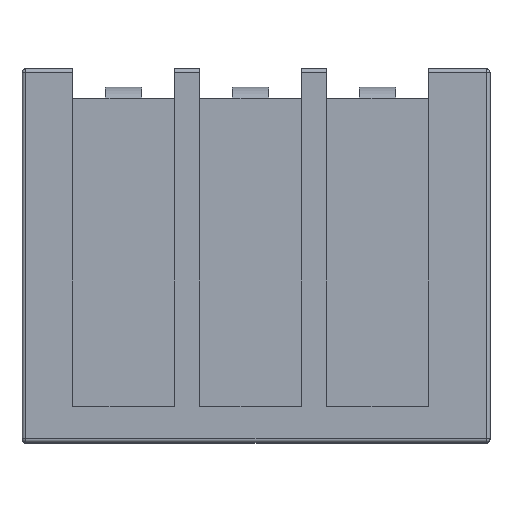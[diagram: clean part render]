
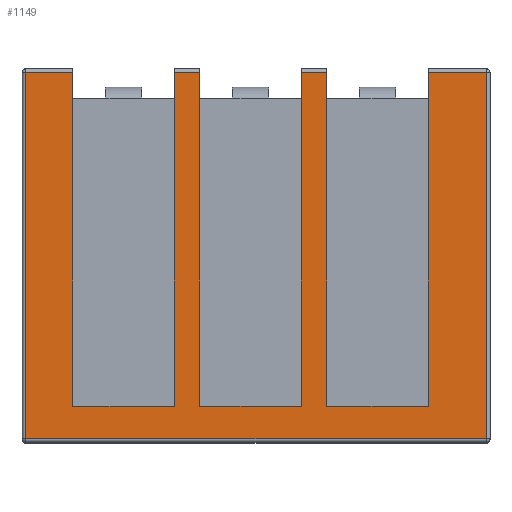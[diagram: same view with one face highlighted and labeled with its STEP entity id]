
A CAD part, top view. The second image highlights one B-rep face of the part: STEP entity #1149.
In plain terms, the highlighted planar face has unit normal (0, 0, 1).
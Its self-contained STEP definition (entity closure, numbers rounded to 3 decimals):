
#200 = VERTEX_POINT('',#201);
#201 = CARTESIAN_POINT('',(-1.4,0.9,8.5));
#208 = EDGE_CURVE('',#200,#209,#211,.T.);
#209 = VERTEX_POINT('',#210);
#210 = CARTESIAN_POINT('',(-1.4,-8.3,8.5));
#211 = LINE('',#212,#213);
#212 = CARTESIAN_POINT('',(-1.4,-3.65,8.5));
#213 = VECTOR('',#214,1.);
#214 = DIRECTION('',(0.,-1.,0.));
#370 = VERTEX_POINT('',#371);
#371 = CARTESIAN_POINT('',(1.4,-8.3,8.5));
#377 = EDGE_CURVE('',#370,#378,#380,.T.);
#378 = VERTEX_POINT('',#379);
#379 = CARTESIAN_POINT('',(1.4,0.9,8.5));
#380 = LINE('',#381,#382);
#381 = CARTESIAN_POINT('',(1.4,5.65,8.5));
#382 = VECTOR('',#383,1.);
#383 = DIRECTION('',(-0.,1.,0.));
#453 = VERTEX_POINT('',#454);
#454 = CARTESIAN_POINT('',(2.1,0.9,8.5));
#461 = EDGE_CURVE('',#453,#462,#464,.T.);
#462 = VERTEX_POINT('',#463);
#463 = CARTESIAN_POINT('',(2.1,-8.3,8.5));
#464 = LINE('',#465,#466);
#465 = CARTESIAN_POINT('',(2.1,-3.65,8.5));
#466 = VECTOR('',#467,1.);
#467 = DIRECTION('',(0.,-1.,0.));
#599 = VERTEX_POINT('',#600);
#600 = CARTESIAN_POINT('',(4.9,-8.3,8.5));
#606 = EDGE_CURVE('',#599,#607,#609,.T.);
#607 = VERTEX_POINT('',#608);
#608 = CARTESIAN_POINT('',(4.9,0.9,8.5));
#609 = LINE('',#610,#611);
#610 = CARTESIAN_POINT('',(4.9,5.65,8.5));
#611 = VECTOR('',#612,1.);
#612 = DIRECTION('',(-0.,1.,0.));
#681 = VERTEX_POINT('',#682);
#682 = CARTESIAN_POINT('',(5.6,0.9,8.5));
#689 = EDGE_CURVE('',#681,#690,#692,.T.);
#690 = VERTEX_POINT('',#691);
#691 = CARTESIAN_POINT('',(5.6,-8.3,8.5));
#692 = LINE('',#693,#694);
#693 = CARTESIAN_POINT('',(5.6,-3.65,8.5));
#694 = VECTOR('',#695,1.);
#695 = DIRECTION('',(0.,-1.,0.));
#850 = VERTEX_POINT('',#851);
#851 = CARTESIAN_POINT('',(8.4,-8.3,8.5));
#857 = EDGE_CURVE('',#850,#858,#860,.T.);
#858 = VERTEX_POINT('',#859);
#859 = CARTESIAN_POINT('',(8.4,0.9,8.5));
#860 = LINE('',#861,#862);
#861 = CARTESIAN_POINT('',(8.4,5.65,8.5));
#862 = VECTOR('',#863,1.);
#863 = DIRECTION('',(-0.,1.,0.));
#1130 = EDGE_CURVE('',#200,#1131,#1133,.T.);
#1131 = VERTEX_POINT('',#1132);
#1132 = CARTESIAN_POINT('',(-2.7,0.9,8.5));
#1133 = LINE('',#1134,#1135);
#1134 = CARTESIAN_POINT('',(10.1,0.9,8.5));
#1135 = VECTOR('',#1136,1.);
#1136 = DIRECTION('',(-1.,0.,0.));
#1149 = ADVANCED_FACE('',(#1150),#1219,.F.);
#1150 = FACE_BOUND('',#1151,.F.);
#1151 = EDGE_LOOP('',(#1152,#1160,#1161,#1162,#1168,#1169,#1175,#1176,
#1182,#1183,#1189,#1190,#1196,#1197,#1205,#1213));
#1152 = ORIENTED_EDGE('',*,*,#1153,.F.);
#1153 = EDGE_CURVE('',#1131,#1154,#1156,.T.);
#1154 = VERTEX_POINT('',#1155);
#1155 = CARTESIAN_POINT('',(-2.7,-9.2,8.5));
#1156 = LINE('',#1157,#1158);
#1157 = CARTESIAN_POINT('',(-2.7,1.,8.5));
#1158 = VECTOR('',#1159,1.);
#1159 = DIRECTION('',(0.,-1.,0.));
#1160 = ORIENTED_EDGE('',*,*,#1130,.F.);
#1161 = ORIENTED_EDGE('',*,*,#208,.T.);
#1162 = ORIENTED_EDGE('',*,*,#1163,.T.);
#1163 = EDGE_CURVE('',#209,#370,#1164,.T.);
#1164 = LINE('',#1165,#1166);
#1165 = CARTESIAN_POINT('',(5.75,-8.3,8.5));
#1166 = VECTOR('',#1167,1.);
#1167 = DIRECTION('',(1.,0.,0.));
#1168 = ORIENTED_EDGE('',*,*,#377,.T.);
#1169 = ORIENTED_EDGE('',*,*,#1170,.F.);
#1170 = EDGE_CURVE('',#453,#378,#1171,.T.);
#1171 = LINE('',#1172,#1173);
#1172 = CARTESIAN_POINT('',(10.1,0.9,8.5));
#1173 = VECTOR('',#1174,1.);
#1174 = DIRECTION('',(-1.,0.,0.));
#1175 = ORIENTED_EDGE('',*,*,#461,.T.);
#1176 = ORIENTED_EDGE('',*,*,#1177,.T.);
#1177 = EDGE_CURVE('',#462,#599,#1178,.T.);
#1178 = LINE('',#1179,#1180);
#1179 = CARTESIAN_POINT('',(7.5,-8.3,8.5));
#1180 = VECTOR('',#1181,1.);
#1181 = DIRECTION('',(1.,0.,0.));
#1182 = ORIENTED_EDGE('',*,*,#606,.T.);
#1183 = ORIENTED_EDGE('',*,*,#1184,.F.);
#1184 = EDGE_CURVE('',#681,#607,#1185,.T.);
#1185 = LINE('',#1186,#1187);
#1186 = CARTESIAN_POINT('',(10.1,0.9,8.5));
#1187 = VECTOR('',#1188,1.);
#1188 = DIRECTION('',(-1.,0.,0.));
#1189 = ORIENTED_EDGE('',*,*,#689,.T.);
#1190 = ORIENTED_EDGE('',*,*,#1191,.T.);
#1191 = EDGE_CURVE('',#690,#850,#1192,.T.);
#1192 = LINE('',#1193,#1194);
#1193 = CARTESIAN_POINT('',(9.25,-8.3,8.5));
#1194 = VECTOR('',#1195,1.);
#1195 = DIRECTION('',(1.,0.,0.));
#1196 = ORIENTED_EDGE('',*,*,#857,.T.);
#1197 = ORIENTED_EDGE('',*,*,#1198,.F.);
#1198 = EDGE_CURVE('',#1199,#858,#1201,.T.);
#1199 = VERTEX_POINT('',#1200);
#1200 = CARTESIAN_POINT('',(10.,0.9,8.5));
#1201 = LINE('',#1202,#1203);
#1202 = CARTESIAN_POINT('',(10.1,0.9,8.5));
#1203 = VECTOR('',#1204,1.);
#1204 = DIRECTION('',(-1.,0.,0.));
#1205 = ORIENTED_EDGE('',*,*,#1206,.T.);
#1206 = EDGE_CURVE('',#1199,#1207,#1209,.T.);
#1207 = VERTEX_POINT('',#1208);
#1208 = CARTESIAN_POINT('',(10.,-9.2,8.5));
#1209 = LINE('',#1210,#1211);
#1210 = CARTESIAN_POINT('',(10.,1.,8.5));
#1211 = VECTOR('',#1212,1.);
#1212 = DIRECTION('',(0.,-1.,0.));
#1213 = ORIENTED_EDGE('',*,*,#1214,.T.);
#1214 = EDGE_CURVE('',#1207,#1154,#1215,.T.);
#1215 = LINE('',#1216,#1217);
#1216 = CARTESIAN_POINT('',(10.1,-9.2,8.5));
#1217 = VECTOR('',#1218,1.);
#1218 = DIRECTION('',(-1.,0.,0.));
#1219 = PLANE('',#1220);
#1220 = AXIS2_PLACEMENT_3D('',#1221,#1222,#1223);
#1221 = CARTESIAN_POINT('',(10.1,1.,8.5));
#1222 = DIRECTION('',(0.,0.,-1.));
#1223 = DIRECTION('',(-1.,0.,0.));
